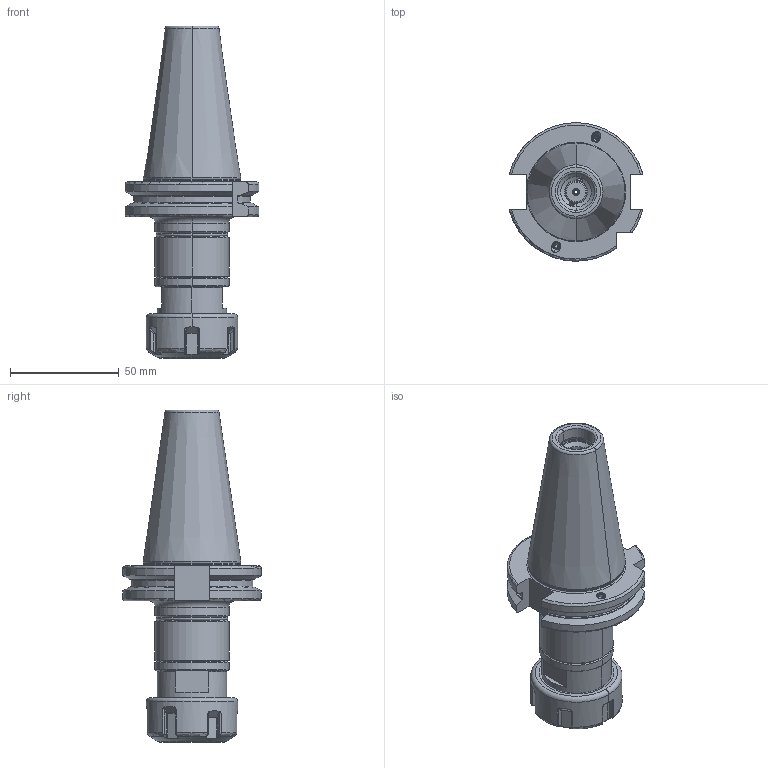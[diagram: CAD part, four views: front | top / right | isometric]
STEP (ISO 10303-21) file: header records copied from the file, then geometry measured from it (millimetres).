
FILE_DESCRIPTION((''),'2;1');
FILE_NAME('403_16_02_16','2020-09-22T',('104091'),(''),'CREO PARAMETRIC BY PTC INC, 2016260','CREO PARAMETRIC BY PTC INC, 2016260','');
FILE_SCHEMA(('CONFIG_CONTROL_DESIGN'));
Length unit declared in the file: millimetre
Products named in the file (1): 403_16_02_16
Bounding box: 61.48 x 63.54 x 152.4 mm (x, y, z)
Volume: 147443.9 mm3; surface area: 37749.1 mm2
Topology: 3 solids, 3 shells, 406 faces, 970 edges, 579 vertices
Faces by surface type: cylinder 105, plane 99, cone 68, torus 62, bspline 60, sphere 12
Entity records: 14808 total; most frequent: CARTESIAN_POINT 5815, ORIENTED_EDGE 1928, DIRECTION 1764, EDGE_CURVE 964, AXIS2_PLACEMENT_3D 690, VERTEX_POINT 579, EDGE_LOOP 431, FACE_OUTER_BOUND 406
